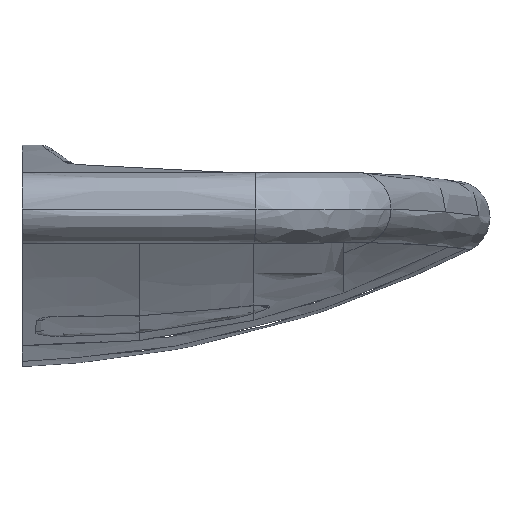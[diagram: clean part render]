
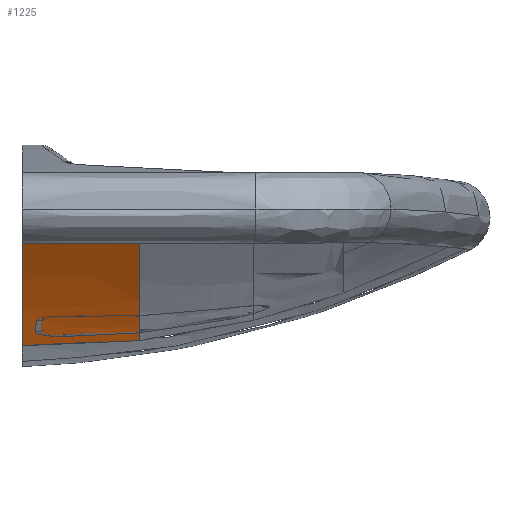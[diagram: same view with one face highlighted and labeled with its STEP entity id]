
A CAD part, left-side view. The second image highlights one B-rep face of the part: STEP entity #1225.
In plain terms, the highlighted free-form (B-spline) face has degree [4, 8] with [5, 9] control points.
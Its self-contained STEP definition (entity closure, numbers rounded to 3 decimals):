
#38=ELLIPSE('',#4798,876.586,782.87);
#1225=ADVANCED_FACE('',(#1511),#1364,.F.);
#1364=B_SPLINE_SURFACE_WITH_KNOTS('',4,8,((#10794,#10795,#10796,#10797,
#10798,#10799,#10800,#10801,#10802),(#10803,#10804,#10805,#10806,#10807,
#10808,#10809,#10810,#10811),(#10812,#10813,#10814,#10815,#10816,#10817,
#10818,#10819,#10820),(#10821,#10822,#10823,#10824,#10825,#10826,#10827,
#10828,#10829),(#10830,#10831,#10832,#10833,#10834,#10835,#10836,#10837,
#10838)),.UNSPECIFIED.,.F.,.F.,.F.,(5,5),(9,9),(0.,1.),(0.,1.),
 .UNSPECIFIED.);
#1511=FACE_OUTER_BOUND('',#1659,.T.);
#1659=EDGE_LOOP('',(#2197,#2198,#2199,#2200));
#2197=ORIENTED_EDGE('',*,*,#3561,.F.);
#2198=ORIENTED_EDGE('',*,*,#3562,.F.);
#2199=ORIENTED_EDGE('',*,*,#3563,.F.);
#2200=ORIENTED_EDGE('',*,*,#3564,.F.);
#2879=VERTEX_POINT('',#10771);
#2880=VERTEX_POINT('',#10772);
#2881=VERTEX_POINT('',#10782);
#2882=VERTEX_POINT('',#10784);
#3561=EDGE_CURVE('',#2879,#2880,#4229,.T.);
#3562=EDGE_CURVE('',#2881,#2879,#4230,.T.);
#3563=EDGE_CURVE('',#2882,#2881,#38,.T.);
#3564=EDGE_CURVE('',#2880,#2882,#4231,.T.);
#4229=B_SPLINE_CURVE_WITH_KNOTS('',4,(#10766,#10767,#10768,#10769,#10770),
 .UNSPECIFIED.,.F.,.F.,(5,5),(0.,1.),.UNSPECIFIED.);
#4230=B_SPLINE_CURVE_WITH_KNOTS('',8,(#10773,#10774,#10775,#10776,#10777,
#10778,#10779,#10780,#10781),.UNSPECIFIED.,.F.,.F.,(9,9),(0.,1.),
 .UNSPECIFIED.);
#4231=B_SPLINE_CURVE_WITH_KNOTS('',8,(#10785,#10786,#10787,#10788,#10789,
#10790,#10791,#10792,#10793),.UNSPECIFIED.,.F.,.F.,(9,9),(0.,1.),
 .UNSPECIFIED.);
#4798=AXIS2_PLACEMENT_3D('',#10783,#4839,#4840);
#4839=DIRECTION('',(0.,1.,0.));
#4840=DIRECTION('',(-1.,0.,-0.004));
#10766=CARTESIAN_POINT('',(-290.182,-41.449,-24.915));
#10767=CARTESIAN_POINT('',(-248.932,-41.449,-37.829));
#10768=CARTESIAN_POINT('',(-206.597,-41.449,-48.098));
#10769=CARTESIAN_POINT('',(-163.508,-41.449,-55.353));
#10770=CARTESIAN_POINT('',(-120.,-41.449,-59.225));
#10771=CARTESIAN_POINT('',(-290.182,-41.449,-24.915));
#10772=CARTESIAN_POINT('',(-120.,-41.449,-59.225));
#10773=CARTESIAN_POINT('',(-287.945,0.,-24.93));
#10774=CARTESIAN_POINT('',(-288.372,-5.173,-24.93));
#10775=CARTESIAN_POINT('',(-288.758,-10.348,-24.929));
#10776=CARTESIAN_POINT('',(-289.101,-15.527,-24.928));
#10777=CARTESIAN_POINT('',(-289.402,-20.707,-24.927));
#10778=CARTESIAN_POINT('',(-289.661,-25.89,-24.925));
#10779=CARTESIAN_POINT('',(-289.877,-31.075,-24.922));
#10780=CARTESIAN_POINT('',(-290.051,-36.261,-24.919));
#10781=CARTESIAN_POINT('',(-290.182,-41.449,-24.915));
#10782=CARTESIAN_POINT('',(-287.945,0.,-24.93));
#10783=CARTESIAN_POINT('',(0.859,0.,714.486));
#10784=CARTESIAN_POINT('',(-120.,0.,-61.015));
#10785=CARTESIAN_POINT('',(-120.,-41.449,-59.225));
#10786=CARTESIAN_POINT('',(-120.,-36.397,-59.774));
#10787=CARTESIAN_POINT('',(-120.,-31.383,-60.214));
#10788=CARTESIAN_POINT('',(-120.,-26.393,-60.547));
#10789=CARTESIAN_POINT('',(-120.,-21.401,-60.78));
#10790=CARTESIAN_POINT('',(-120.,-16.357,-60.924));
#10791=CARTESIAN_POINT('',(-120.,-11.186,-60.995));
#10792=CARTESIAN_POINT('',(-120.,-5.781,-61.015));
#10793=CARTESIAN_POINT('',(-120.,0.,-61.015));
#10794=CARTESIAN_POINT('',(-290.182,-41.449,-24.915));
#10795=CARTESIAN_POINT('',(-290.051,-36.261,-24.919));
#10796=CARTESIAN_POINT('',(-289.877,-31.075,-24.922));
#10797=CARTESIAN_POINT('',(-289.661,-25.89,-24.925));
#10798=CARTESIAN_POINT('',(-289.402,-20.707,-24.927));
#10799=CARTESIAN_POINT('',(-289.101,-15.527,-24.928));
#10800=CARTESIAN_POINT('',(-288.758,-10.348,-24.929));
#10801=CARTESIAN_POINT('',(-288.372,-5.173,-24.93));
#10802=CARTESIAN_POINT('',(-287.945,0.,-24.93));
#10803=CARTESIAN_POINT('',(-248.932,-41.449,-37.829));
#10804=CARTESIAN_POINT('',(-248.784,-36.294,-37.821));
#10805=CARTESIAN_POINT('',(-248.611,-31.155,-37.805));
#10806=CARTESIAN_POINT('',(-248.42,-26.015,-37.796));
#10807=CARTESIAN_POINT('',(-248.198,-20.887,-37.763));
#10808=CARTESIAN_POINT('',(-247.959,-15.732,-37.744));
#10809=CARTESIAN_POINT('',(-247.688,-10.562,-37.708));
#10810=CARTESIAN_POINT('',(-247.393,-5.325,-37.676));
#10811=CARTESIAN_POINT('',(-247.064,0.,-37.634));
#10812=CARTESIAN_POINT('',(-206.597,-41.449,-48.098));
#10813=CARTESIAN_POINT('',(-206.506,-36.329,-48.239));
#10814=CARTESIAN_POINT('',(-206.395,-31.229,-48.326));
#10815=CARTESIAN_POINT('',(-206.262,-26.142,-48.359));
#10816=CARTESIAN_POINT('',(-206.107,-21.054,-48.342));
#10817=CARTESIAN_POINT('',(-205.932,-15.942,-48.28));
#10818=CARTESIAN_POINT('',(-205.735,-10.767,-48.181));
#10819=CARTESIAN_POINT('',(-205.518,-5.477,-48.056));
#10820=CARTESIAN_POINT('',(-205.279,0.,-47.922));
#10821=CARTESIAN_POINT('',(-163.508,-41.449,-55.353));
#10822=CARTESIAN_POINT('',(-163.473,-36.373,-55.743));
#10823=CARTESIAN_POINT('',(-163.422,-31.317,-55.998));
#10824=CARTESIAN_POINT('',(-163.355,-26.275,-56.122));
#10825=CARTESIAN_POINT('',(-163.272,-21.226,-56.124));
#10826=CARTESIAN_POINT('',(-163.17,-16.149,-56.019));
#10827=CARTESIAN_POINT('',(-163.058,-10.975,-55.875));
#10828=CARTESIAN_POINT('',(-162.945,-5.629,-55.753));
#10829=CARTESIAN_POINT('',(-162.839,0.,-55.726));
#10830=CARTESIAN_POINT('',(-120.,-41.449,-59.225));
#10831=CARTESIAN_POINT('',(-120.,-36.397,-59.774));
#10832=CARTESIAN_POINT('',(-120.,-31.383,-60.214));
#10833=CARTESIAN_POINT('',(-120.,-26.393,-60.547));
#10834=CARTESIAN_POINT('',(-120.,-21.401,-60.78));
#10835=CARTESIAN_POINT('',(-120.,-16.357,-60.924));
#10836=CARTESIAN_POINT('',(-120.,-11.186,-60.995));
#10837=CARTESIAN_POINT('',(-120.,-5.781,-61.015));
#10838=CARTESIAN_POINT('',(-120.,0.,-61.015));
